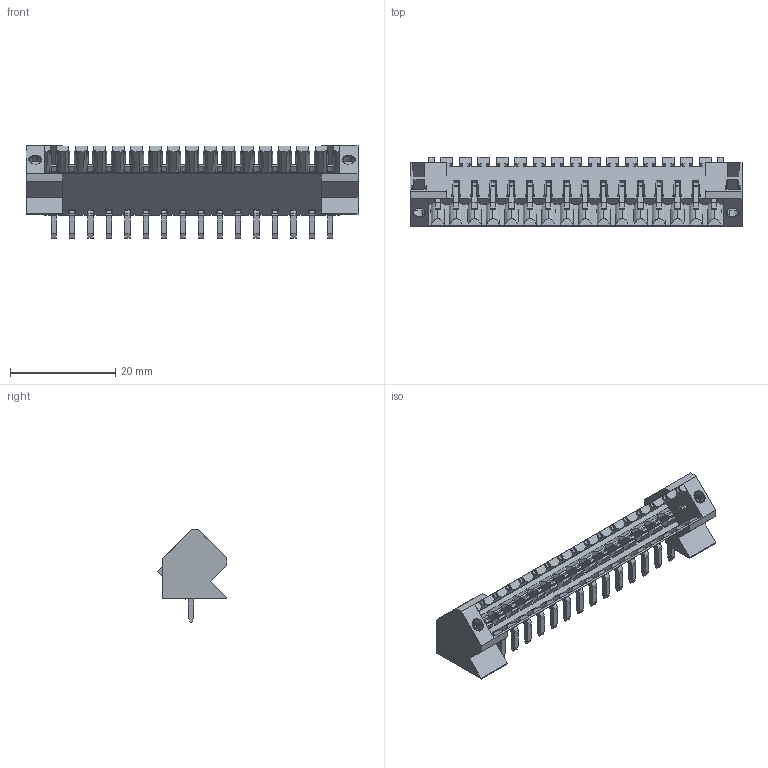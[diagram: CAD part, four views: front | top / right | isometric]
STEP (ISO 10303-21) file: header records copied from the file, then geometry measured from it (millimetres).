
FILE_DESCRIPTION(('CATIA V5 STEP Exchange','CAx-IF Rec.Pracs.--- Model Styling and Organization---1.4--- 2014-01-23'),'2;1');
FILE_NAME ('D1488391_0_1643950000_1643950000.stp','2021-06-02T13:21:46+00:00',('none'),('Weidmueller'),'CATIA Version 5-6 Release 2016 SP3 HF44','CATIA V5 STEP AP214','none');
FILE_SCHEMA(('AUTOMOTIVE_DESIGN { 1 0 10303 214 1 1 1 1 }'));
Length unit declared in the file: millimetre
Products named in the file (1): 1643950000
Bounding box: 63 x 13.15 x 17.53 mm (x, y, z)
Volume: 2812.3 mm3; surface area: 6268.3 mm2
Topology: 17 solids, 17 shells, 1314 faces, 3798 edges, 2520 vertices
Faces by surface type: plane 1086, cylinder 192, cone 36
Entity records: 40577 total; most frequent: CARTESIAN_POINT 8030, ORIENTED_EDGE 7596, DIRECTION 4703, EDGE_CURVE 3798, VECTOR 3122, LINE 3122, VERTEX_POINT 2520, EDGE_LOOP 1352
